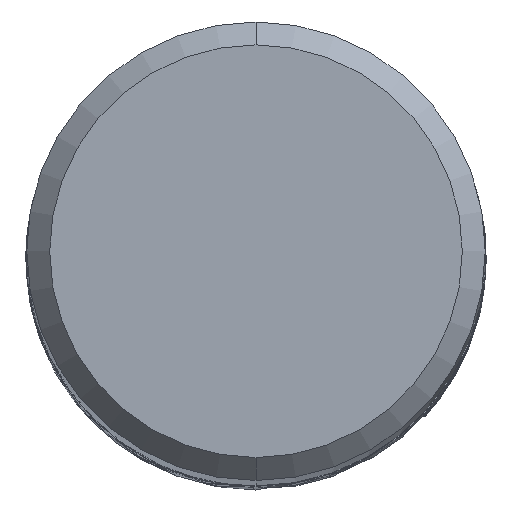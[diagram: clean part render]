
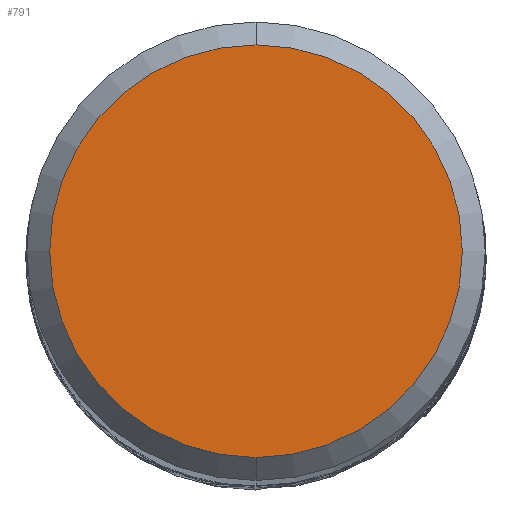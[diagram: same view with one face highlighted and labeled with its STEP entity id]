
A CAD part, top view. The second image highlights one B-rep face of the part: STEP entity #791.
In plain terms, the highlighted planar face has unit normal (0, 0, 1).
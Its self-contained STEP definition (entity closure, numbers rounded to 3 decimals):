
#415=VERTEX_POINT('',#1034);
#433=EDGE_CURVE('',#645,#415,#1055,.T.);
#645=VERTEX_POINT('',#1285);
#717=EDGE_CURVE('',#415,#645,#1368,.T.);
#791=ADVANCED_FACE('',(#1447),#1448,.T.);
#1034=CARTESIAN_POINT('',(0.,-3.6,0.0));
#1055=CIRCLE('',#2679,3.6);
#1285=CARTESIAN_POINT('',(0.0,3.6,0.0));
#1368=CIRCLE('',#5405,3.6);
#1447=FACE_OUTER_BOUND('',#5702,.T.);
#1448=PLANE('',#5703);
#2679=AXIS2_PLACEMENT_3D('',#6247,#6248,#6249);
#5405=AXIS2_PLACEMENT_3D('',#6593,#6594,#6595);
#5702=EDGE_LOOP('',(#6654,#6655));
#5703=AXIS2_PLACEMENT_3D('',#6656,#6657,#6658);
#6247=CARTESIAN_POINT('',(0.0,0.0,0.0));
#6248=DIRECTION('',(0.0,0.0,-1.0));
#6249=DIRECTION('',(0.0,1.0,0.0));
#6593=CARTESIAN_POINT('',(0.0,0.0,0.0));
#6594=DIRECTION('',(0.0,0.0,-1.0));
#6595=DIRECTION('',(0.0,1.0,0.0));
#6654=ORIENTED_EDGE('',*,*,#433,.F.);
#6655=ORIENTED_EDGE('',*,*,#717,.F.);
#6656=CARTESIAN_POINT('',(0.0,1.8,0.0));
#6657=DIRECTION('',(-0.0,0.0,1.0));
#6658=DIRECTION('',(0.0,-1.0,0.0));
